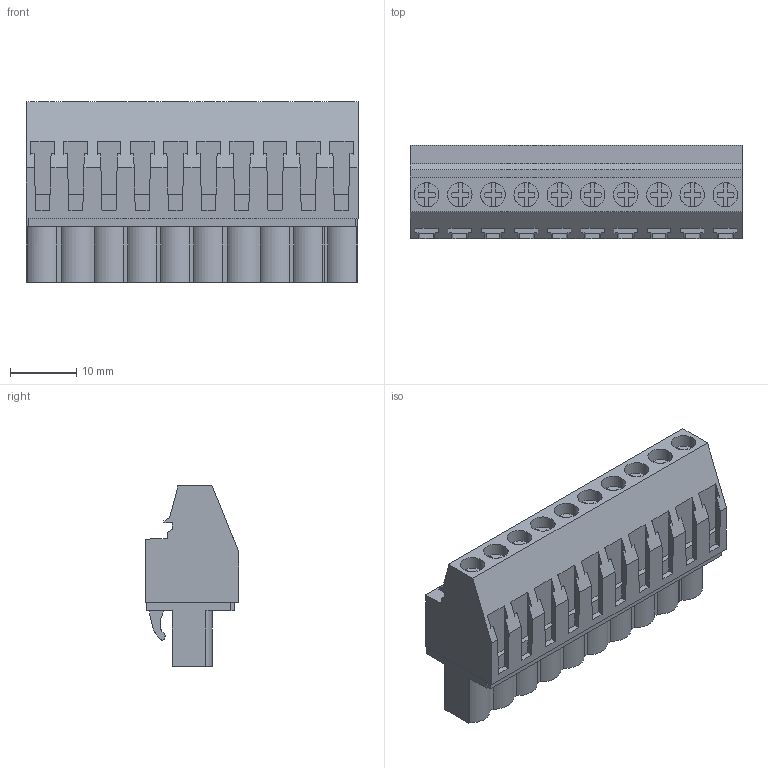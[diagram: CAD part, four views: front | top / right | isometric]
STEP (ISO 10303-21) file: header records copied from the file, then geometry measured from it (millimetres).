
FILE_DESCRIPTION(('CATIA V5 STEP Exchange','CAx-IF Rec.Pracs.--- Model Styling and Organization---1.2---2011-12-15'),'2;1');
FILE_NAME ('D1460419_0_1958160000_1958160000.stp','2017-09-20T13:03:43+00:00',('none'),('Weidmueller'),'CATIA Version 5-6 Release 2014','CATIA V5 STEP AP214','none');
FILE_SCHEMA(('AUTOMOTIVE_DESIGN { 1 0 10303 214 1 1 1 1 }'));
Length unit declared in the file: millimetre
Products named in the file (1): 1958160000
Bounding box: 50 x 14.05 x 27.2 mm (x, y, z)
Volume: 11399.3 mm3; surface area: 6793.5 mm2
Topology: 11 solids, 11 shells, 650 faces, 1802 edges, 1215 vertices
Faces by surface type: plane 552, cylinder 88, extrusion 10
Entity records: 19278 total; most frequent: CARTESIAN_POINT 3621, ORIENTED_EDGE 3604, DIRECTION 2560, EDGE_CURVE 1802, VECTOR 1566, LINE 1556, VERTEX_POINT 1215, EDGE_LOOP 691
